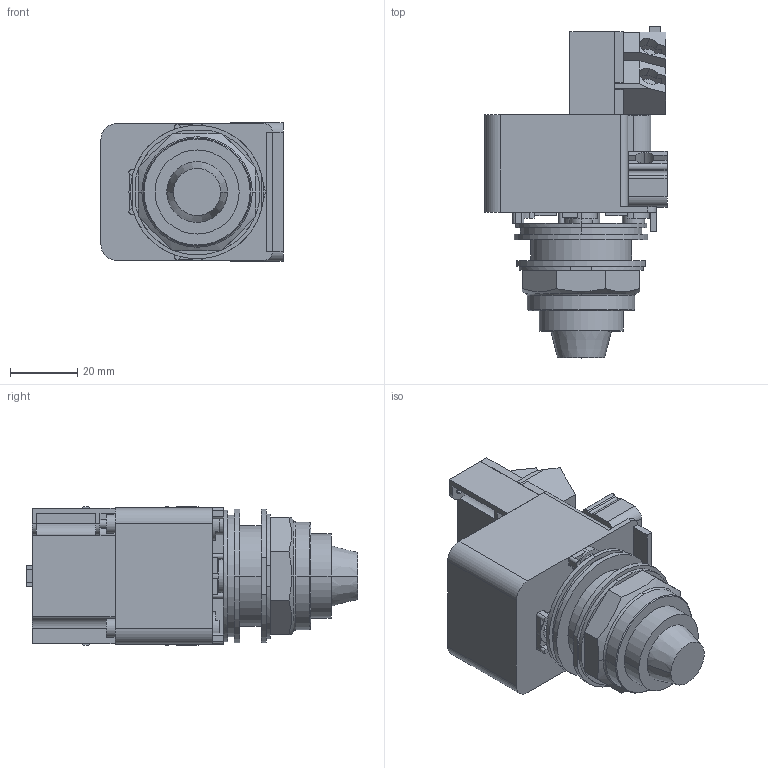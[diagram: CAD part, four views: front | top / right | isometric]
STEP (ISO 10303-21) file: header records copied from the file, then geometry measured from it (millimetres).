
FILE_DESCRIPTION(('starvars output'),'2;1');
FILE_NAME('9001KT38LRR31_3D.stp','10:05:13 2020/04/01',( 'Thomas Industrial Network Germany GmbH'),( 'Thomas Industrial Network Germany GmbH'),'unknown preprocess','ACIS' ,'unknown authorization');
FILE_SCHEMA(('AUTOMOTIVE_DESIGN_CC2 {UNKNOWN IMPLEMENTATION LEVEL}'));
Length unit declared in the file: millimetre
Products named in the file (1): PRODUCT_ID_3
Bounding box: 54.08 x 98.6 x 41.15 mm (x, y, z)
Volume: 99894.5 mm3; surface area: 31993.8 mm2
Topology: 2 solids, 3 shells, 586 faces, 1650 edges, 1077 vertices
Faces by surface type: plane 387, cylinder 183, cone 14, torus 2
Entity records: 21594 total; most frequent: ORIENTED_EDGE 3300, CARTESIAN_POINT 3000, DIRECTION 2430, EDGE_CURVE 1650, VERTEX_POINT 1077, VECTOR 1036, LINE 1036, AXIS2_PLACEMENT_3D 697
